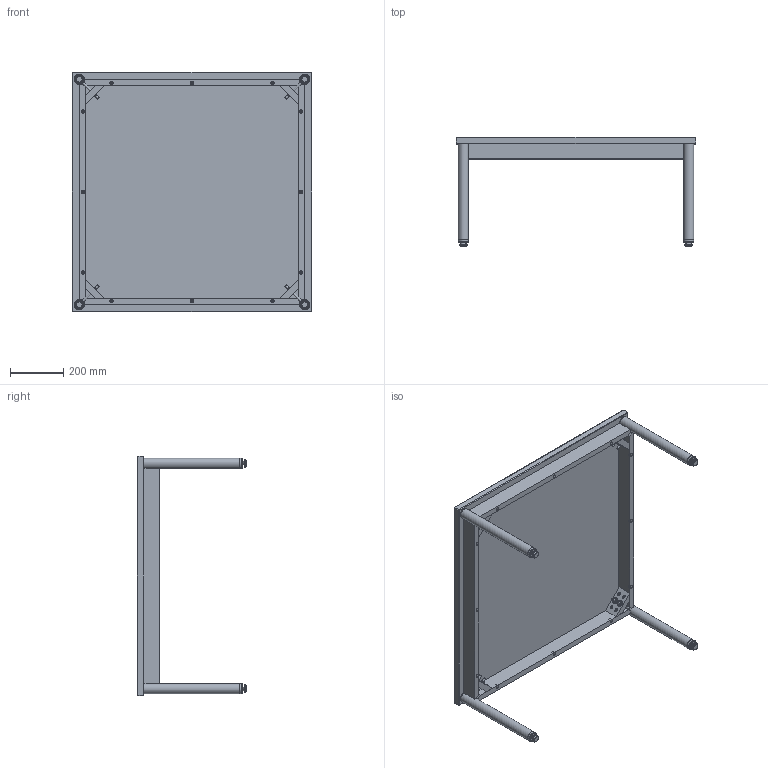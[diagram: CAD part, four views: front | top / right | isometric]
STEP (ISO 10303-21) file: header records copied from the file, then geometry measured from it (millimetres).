
FILE_DESCRIPTION(/* description */ ('LAMINATE TOP PANEL'),/* implementation_level */ '2;1');
FILE_NAME(/* name */ 'GRT3636.stp',/* time_stamp */ '2015-04-15T07:42:16-04:00',/* author */ ('jbosley'),/* organization */ (''),/* preprocessor_version */ 'ST-DEVELOPER v15.6',/* originating_system */ 'Autodesk Inventor 2015',/* authorisation */ '');
FILE_SCHEMA (('AUTOMOTIVE_DESIGN { 1 0 10303 214 3 1 1 }'));
Length unit declared in the file: inch
Products named in the file (15): TOP B 4 042L; GRT-04; CB 0T7; 8X1 QUAD DT; GRT3636 FRM; GRT 14.5 BRZ; 5-16 WASHER; 5-16X.18 LK NUT; 8X2.5 QUAD DT; INST GLD 1420; GLD 1420 BLK; GLD 1420 THREAD; ANSI B18.6.3 - 1_4 - 28(2); GRT3636
Bounding box: 901.7 x 412.04 x 901.7 mm (x, y, z)
Volume: 25597784.9 mm3; surface area: 2731991.5 mm2
Topology: 81 solids, 81 shells, 1326 faces, 2956 edges, 1844 vertices
Faces by surface type: plane 714, cylinder 296, cone 248, torus 56, sphere 12
Full cylindrical faces by diameter (mm): 4.166 x28, 4.762 x28, 5.359 x4, 6.35 x12, 6.401 x16, 7.938 x8, 8.179 x28, 8.89 x8, 9.398 x8, 9.525 x16, 11.112 x8, 12.014 x4, 12.7 x20, 22.225 x8, 22.987 x8, 33.02 x4, 34.925 x4, 38.1 x8
Entity records: 6647 total; most frequent: CARTESIAN_POINT 1415, DIRECTION 1104, ORIENTED_EDGE 812, AXIS2_PLACEMENT_3D 483, EDGE_CURVE 406, EDGE_LOOP 330, VERTEX_POINT 280, FACE_OUTER_BOUND 227
